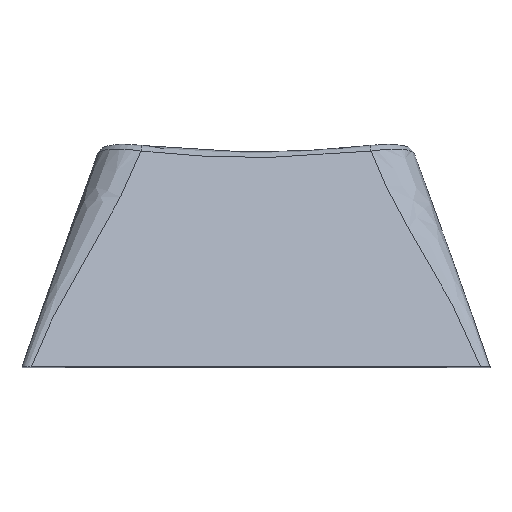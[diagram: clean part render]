
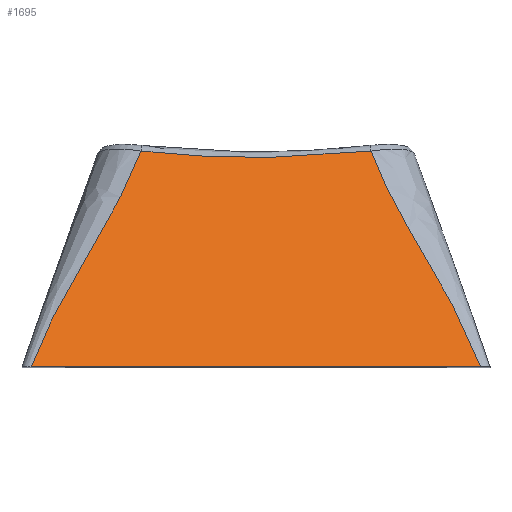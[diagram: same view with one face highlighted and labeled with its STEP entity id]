
A CAD part, top view. The second image highlights one B-rep face of the part: STEP entity #1695.
In plain terms, the highlighted planar face has unit normal (0, 0.438, 0.899).
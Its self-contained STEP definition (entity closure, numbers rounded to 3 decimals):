
#1518=VERTEX_POINT('',#1519);
#1519=CARTESIAN_POINT('',(17.637,0.0,0.0));
#1531=EDGE_CURVE('',#1518,#1532,#1534,.F.);
#1532=VERTEX_POINT('',#1533);
#1533=CARTESIAN_POINT('',(0.363,0.0,0.0));
#1534=LINE('',#1535,#1536);
#1535=CARTESIAN_POINT('',(0.0,0.0,0.0));
#1536=VECTOR('',#1537,1.0);
#1537=DIRECTION('',(1.0,0.0,0.0));
#1695=ADVANCED_FACE('',(#1696),#1758,.T.);
#1696=FACE_BOUND('',#1697,.T.);
#1697=EDGE_LOOP('',(#1698,#1724,#1733,#1757));
#1698=ORIENTED_EDGE('',*,*,#1699,.T.);
#1699=EDGE_CURVE('',#1518,#1700,#1702,.T.);
#1700=VERTEX_POINT('',#1701);
#1701=CARTESIAN_POINT('',(13.429,8.306,-4.043));
#1702=B_SPLINE_CURVE_WITH_KNOTS('',2,(#1703,#1704,#1705,#1706,#1707,#1708,#1709,#1710,#1711,#1712,#1713,#1714,#1715,#1716,#1717,#1718,#1719,#1720,#1721,#1722,#1723),.UNSPECIFIED.,.F.,.U.,(3,2,2,2,2,2,2,2,2,2,3),(0.0,0.125,0.25,0.375,0.5,0.625,0.75,0.875,0.938,0.969,1.0),.UNSPECIFIED.);
#1703=CARTESIAN_POINT('',(17.637,0.,0.));
#1704=CARTESIAN_POINT('',(17.452,0.527,-0.256));
#1705=CARTESIAN_POINT('',(17.194,1.098,-0.535));
#1706=CARTESIAN_POINT('',(16.966,1.606,-0.782));
#1707=CARTESIAN_POINT('',(16.668,2.174,-1.058));
#1708=CARTESIAN_POINT('',(16.42,2.648,-1.289));
#1709=CARTESIAN_POINT('',(16.086,3.234,-1.574));
#1710=CARTESIAN_POINT('',(15.885,3.586,-1.745));
#1711=CARTESIAN_POINT('',(15.475,4.286,-2.086));
#1712=CARTESIAN_POINT('',(15.063,4.989,-2.428));
#1713=CARTESIAN_POINT('',(14.864,5.338,-2.598));
#1714=CARTESIAN_POINT('',(14.53,5.924,-2.883));
#1715=CARTESIAN_POINT('',(14.283,6.398,-3.114));
#1716=CARTESIAN_POINT('',(13.986,6.969,-3.392));
#1717=CARTESIAN_POINT('',(13.763,7.475,-3.638));
#1718=CARTESIAN_POINT('',(13.64,7.754,-3.774));
#1719=CARTESIAN_POINT('',(13.535,8.023,-3.905));
#1720=CARTESIAN_POINT('',(13.482,8.159,-3.971));
#1721=CARTESIAN_POINT('',(13.431,8.299,-4.039));
#1722=CARTESIAN_POINT('',(13.425,8.315,-4.047));
#1723=CARTESIAN_POINT('',(13.332,8.577,-4.174));
#1724=ORIENTED_EDGE('',*,*,#1725,.T.);
#1725=EDGE_CURVE('',#1700,#1726,#1728,.T.);
#1726=VERTEX_POINT('',#1727);
#1727=CARTESIAN_POINT('',(4.571,8.306,-4.043));
#1728=ELLIPSE('',#1729,37.841,36.65);
#1729=AXIS2_PLACEMENT_3D('',#1730,#1731,#1732);
#1730=CARTESIAN_POINT('',(9.0,42.082,-20.481));
#1731=DIRECTION('',(0.0,-0.438,-0.899));
#1732=DIRECTION('',(0.0,-0.899,0.438));
#1733=ORIENTED_EDGE('',*,*,#1734,.T.);
#1734=EDGE_CURVE('',#1726,#1532,#1735,.T.);
#1735=B_SPLINE_CURVE_WITH_KNOTS('',2,(#1736,#1737,#1738,#1739,#1740,#1741,#1742,#1743,#1744,#1745,#1746,#1747,#1748,#1749,#1750,#1751,#1752,#1753,#1754,#1755,#1756),.UNSPECIFIED.,.F.,.U.,(3,2,2,2,2,2,2,2,2,2,3),(0.0,0.031,0.063,0.125,0.25,0.375,0.5,0.625,0.75,0.875,1.0),.UNSPECIFIED.);
#1736=CARTESIAN_POINT('',(4.668,8.577,-4.174));
#1737=CARTESIAN_POINT('',(4.575,8.316,-4.047));
#1738=CARTESIAN_POINT('',(4.569,8.299,-4.039));
#1739=CARTESIAN_POINT('',(4.518,8.16,-3.971));
#1740=CARTESIAN_POINT('',(4.465,8.023,-3.905));
#1741=CARTESIAN_POINT('',(4.361,7.755,-3.774));
#1742=CARTESIAN_POINT('',(4.237,7.475,-3.638));
#1743=CARTESIAN_POINT('',(4.014,6.97,-3.392));
#1744=CARTESIAN_POINT('',(3.717,6.398,-3.114));
#1745=CARTESIAN_POINT('',(3.47,5.925,-2.883));
#1746=CARTESIAN_POINT('',(3.136,5.338,-2.598));
#1747=CARTESIAN_POINT('',(2.937,4.989,-2.428));
#1748=CARTESIAN_POINT('',(2.525,4.286,-2.086));
#1749=CARTESIAN_POINT('',(2.116,3.587,-1.746));
#1750=CARTESIAN_POINT('',(1.914,3.234,-1.574));
#1751=CARTESIAN_POINT('',(1.581,2.648,-1.289));
#1752=CARTESIAN_POINT('',(1.332,2.174,-1.058));
#1753=CARTESIAN_POINT('',(1.035,1.607,-0.782));
#1754=CARTESIAN_POINT('',(0.806,1.098,-0.535));
#1755=CARTESIAN_POINT('',(0.549,0.527,-0.257));
#1756=CARTESIAN_POINT('',(0.363,0.,0.));
#1757=ORIENTED_EDGE('',*,*,#1531,.F.);
#1758=PLANE('',#1759);
#1759=AXIS2_PLACEMENT_3D('',#1760,#1761,#1762);
#1760=CARTESIAN_POINT('',(0.0,0.0,0.0));
#1761=DIRECTION('',(0.0,0.438,0.899));
#1762=DIRECTION('',(0.0,-0.899,0.438));
